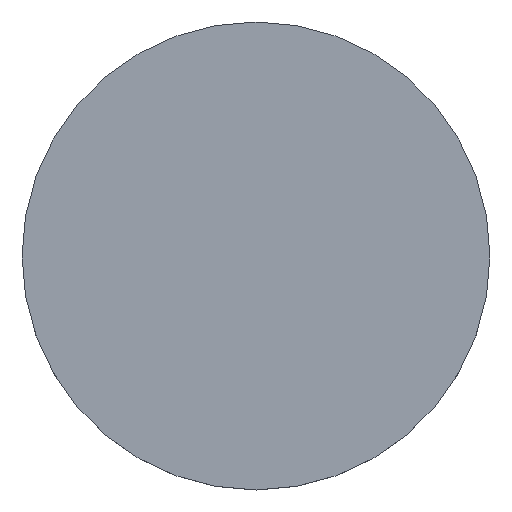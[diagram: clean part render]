
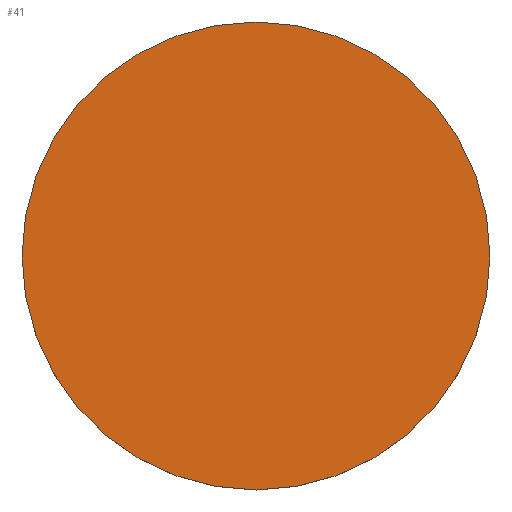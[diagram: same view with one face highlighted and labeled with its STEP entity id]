
A CAD part, top view. The second image highlights one B-rep face of the part: STEP entity #41.
In plain terms, the highlighted planar face has unit normal (0, 0, 1).
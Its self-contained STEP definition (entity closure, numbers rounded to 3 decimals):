
#16=PLANE('',#66);
#19=FACE_OUTER_BOUND('',#22,.T.);
#22=EDGE_LOOP('',(#37));
#25=CIRCLE('',#63,12.5);
#27=VERTEX_POINT('',#82);
#29=EDGE_CURVE('',#27,#27,#25,.T.);
#37=ORIENTED_EDGE('',*,*,#29,.T.);
#41=ADVANCED_FACE('',(#19),#16,.T.);
#63=AXIS2_PLACEMENT_3D('',#83,#71,#72);
#66=AXIS2_PLACEMENT_3D('',#88,#78,#79);
#71=DIRECTION('center_axis',(0.,0.,1.));
#72=DIRECTION('ref_axis',(-1.,0.,0.));
#78=DIRECTION('center_axis',(0.,0.,1.));
#79=DIRECTION('ref_axis',(1.,0.,0.));
#82=CARTESIAN_POINT('',(12.5,0.,2.5));
#83=CARTESIAN_POINT('Origin',(0.,0.,2.5));
#88=CARTESIAN_POINT('Origin',(0.,0.,2.5));
